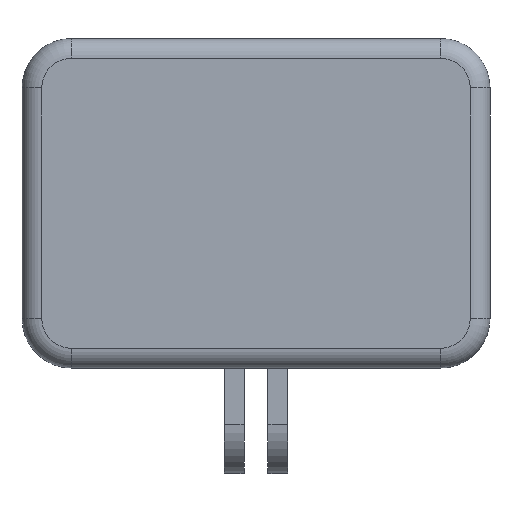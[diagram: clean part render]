
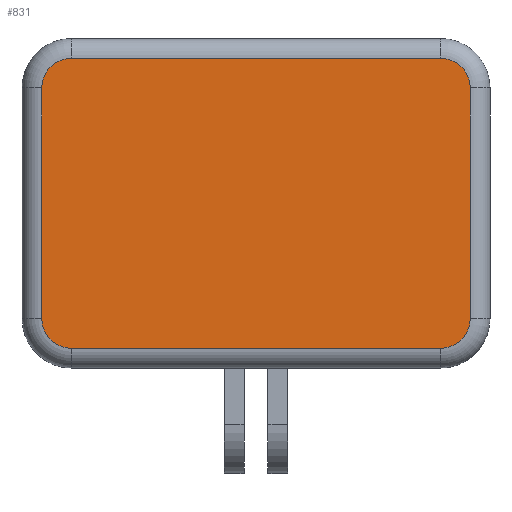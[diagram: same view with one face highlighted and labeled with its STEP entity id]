
A CAD part, front view. The second image highlights one B-rep face of the part: STEP entity #831.
In plain terms, the highlighted planar face has unit normal (0, -1, 0).
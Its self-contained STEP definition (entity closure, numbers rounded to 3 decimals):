
#51=PLANE('',#941);
#92=FACE_OUTER_BOUND('',#147,.T.);
#147=EDGE_LOOP('',(#692,#693,#694,#695,#696,#697,#698,#699));
#201=LINE('',#1401,#263);
#203=LINE('',#1413,#265);
#205=LINE('',#1425,#267);
#206=LINE('',#1433,#268);
#263=VECTOR('',#1125,10.);
#265=VECTOR('',#1139,10.);
#267=VECTOR('',#1153,10.);
#268=VECTOR('',#1164,10.);
#314=CIRCLE('',#913,4.5);
#320=CIRCLE('',#921,4.5);
#324=CIRCLE('',#927,4.5);
#328=CIRCLE('',#933,4.5);
#385=VERTEX_POINT('',#1389);
#386=VERTEX_POINT('',#1391);
#388=VERTEX_POINT('',#1397);
#390=VERTEX_POINT('',#1403);
#392=VERTEX_POINT('',#1409);
#394=VERTEX_POINT('',#1415);
#396=VERTEX_POINT('',#1421);
#398=VERTEX_POINT('',#1427);
#479=EDGE_CURVE('',#385,#386,#314,.T.);
#484=EDGE_CURVE('',#386,#388,#201,.T.);
#487=EDGE_CURVE('',#388,#390,#320,.T.);
#490=EDGE_CURVE('',#390,#392,#203,.T.);
#493=EDGE_CURVE('',#392,#394,#324,.T.);
#496=EDGE_CURVE('',#394,#396,#205,.T.);
#499=EDGE_CURVE('',#396,#398,#328,.T.);
#500=EDGE_CURVE('',#398,#385,#206,.T.);
#692=ORIENTED_EDGE('',*,*,#479,.F.);
#693=ORIENTED_EDGE('',*,*,#500,.F.);
#694=ORIENTED_EDGE('',*,*,#499,.F.);
#695=ORIENTED_EDGE('',*,*,#496,.F.);
#696=ORIENTED_EDGE('',*,*,#493,.F.);
#697=ORIENTED_EDGE('',*,*,#490,.F.);
#698=ORIENTED_EDGE('',*,*,#487,.F.);
#699=ORIENTED_EDGE('',*,*,#484,.F.);
#831=ADVANCED_FACE('',(#92),#51,.T.);
#913=AXIS2_PLACEMENT_3D('',#1392,#1114,#1115);
#921=AXIS2_PLACEMENT_3D('',#1407,#1132,#1133);
#927=AXIS2_PLACEMENT_3D('',#1419,#1146,#1147);
#933=AXIS2_PLACEMENT_3D('',#1431,#1160,#1161);
#941=AXIS2_PLACEMENT_3D('',#1452,#1185,#1186);
#1114=DIRECTION('center_axis',(0.,1.,0.));
#1115=DIRECTION('ref_axis',(0.707,0.,-0.707));
#1125=DIRECTION('',(-1.,0.,0.));
#1132=DIRECTION('center_axis',(0.,1.,0.));
#1133=DIRECTION('ref_axis',(-0.707,0.,-0.707));
#1139=DIRECTION('',(0.,0.,1.));
#1146=DIRECTION('center_axis',(0.,1.,0.));
#1147=DIRECTION('ref_axis',(-0.707,0.,0.707));
#1153=DIRECTION('',(1.,0.,0.));
#1160=DIRECTION('center_axis',(0.,1.,0.));
#1161=DIRECTION('ref_axis',(0.707,0.,0.707));
#1164=DIRECTION('',(0.,0.,-1.));
#1185=DIRECTION('center_axis',(0.,-1.,0.));
#1186=DIRECTION('ref_axis',(1.,0.,0.));
#1389=CARTESIAN_POINT('',(68.,0.,7.5));
#1391=CARTESIAN_POINT('',(63.5,0.,3.));
#1392=CARTESIAN_POINT('Origin',(63.5,0.,7.5));
#1397=CARTESIAN_POINT('',(7.5,0.,3.));
#1401=CARTESIAN_POINT('',(17.75,0.,3.));
#1403=CARTESIAN_POINT('',(3.,0.,7.5));
#1407=CARTESIAN_POINT('Origin',(7.5,0.,7.5));
#1409=CARTESIAN_POINT('',(3.,0.,42.5));
#1413=CARTESIAN_POINT('',(3.,0.,0.));
#1415=CARTESIAN_POINT('',(7.5,0.,47.));
#1419=CARTESIAN_POINT('Origin',(7.5,0.,42.5));
#1421=CARTESIAN_POINT('',(63.5,0.,47.));
#1425=CARTESIAN_POINT('',(17.75,0.,47.));
#1427=CARTESIAN_POINT('',(68.,0.,42.5));
#1431=CARTESIAN_POINT('Origin',(63.5,0.,42.5));
#1433=CARTESIAN_POINT('',(68.,0.,0.));
#1452=CARTESIAN_POINT('Origin',(0.,0.,0.));
